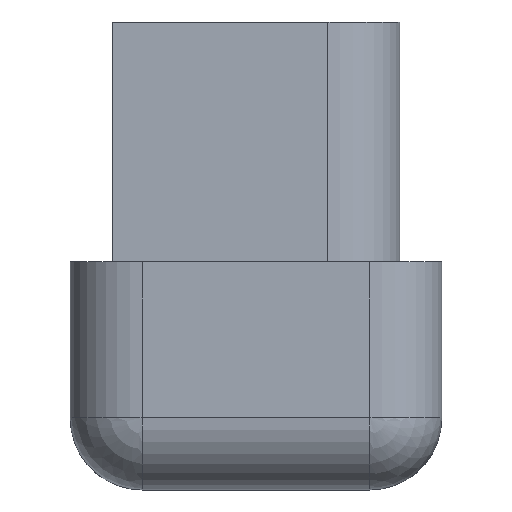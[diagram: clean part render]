
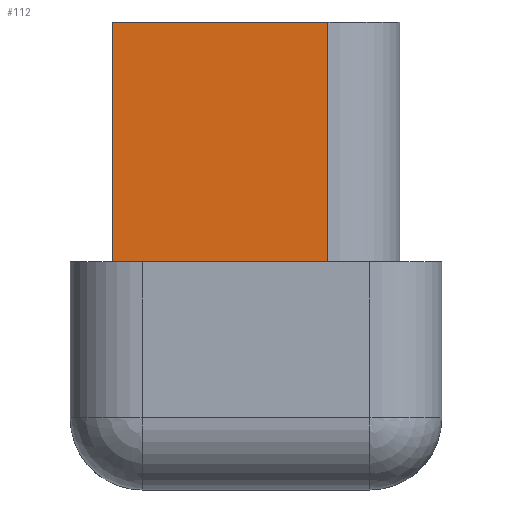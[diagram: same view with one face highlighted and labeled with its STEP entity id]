
A CAD part, top view. The second image highlights one B-rep face of the part: STEP entity #112.
In plain terms, the highlighted planar face has unit normal (0, 0, 1).
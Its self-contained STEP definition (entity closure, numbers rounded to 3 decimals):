
#112=ADVANCED_FACE('',(#432),#434,.T.);
#432=FACE_BOUND('',#433,.T.);
#433=EDGE_LOOP('',(#678,#679,#680,#681));
#434=PLANE('',#435);
#435=AXIS2_PLACEMENT_3D('',#436,#437,#438);
#436=CARTESIAN_POINT('',(-6.,9.5,6.929));
#437=DIRECTION('',(-0.,0.,1.));
#438=DIRECTION('',(1.,0.,0.));
#678=ORIENTED_EDGE('',*,*,#813,.T.);
#679=ORIENTED_EDGE('',*,*,#808,.T.);
#680=ORIENTED_EDGE('',*,*,#801,.F.);
#681=ORIENTED_EDGE('',*,*,#812,.F.);
#801=EDGE_CURVE('',#874,#869,#876,.T.);
#808=EDGE_CURVE('',#885,#869,#889,.T.);
#812=EDGE_CURVE('',#893,#874,#895,.T.);
#813=EDGE_CURVE('',#893,#885,#896,.T.);
#869=VERTEX_POINT('',#988);
#874=VERTEX_POINT('',#998);
#876=LINE('',#1002,#1003);
#885=VERTEX_POINT('',#1025);
#889=LINE('',#1034,#1035);
#893=VERTEX_POINT('',#1044);
#895=LINE('',#1048,#1049);
#896=LINE('',#1051,#1052);
#988=CARTESIAN_POINT('',(3.,19.5,6.929));
#998=CARTESIAN_POINT('',(-6.,19.5,6.929));
#1002=CARTESIAN_POINT('',(-6.,19.5,6.929));
#1003=VECTOR('',#1004,1.);
#1004=DIRECTION('',(1.,0.,0.));
#1025=CARTESIAN_POINT('',(3.,9.5,6.929));
#1034=CARTESIAN_POINT('',(3.,9.5,6.929));
#1035=VECTOR('',#1036,1.);
#1036=DIRECTION('',(0.,1.,0.));
#1044=CARTESIAN_POINT('',(-6.,9.5,6.929));
#1048=CARTESIAN_POINT('',(-6.,9.5,6.929));
#1049=VECTOR('',#1050,1.);
#1050=DIRECTION('',(0.,1.,0.));
#1051=CARTESIAN_POINT('',(-6.,9.5,6.929));
#1052=VECTOR('',#1053,1.);
#1053=DIRECTION('',(1.,0.,0.));
